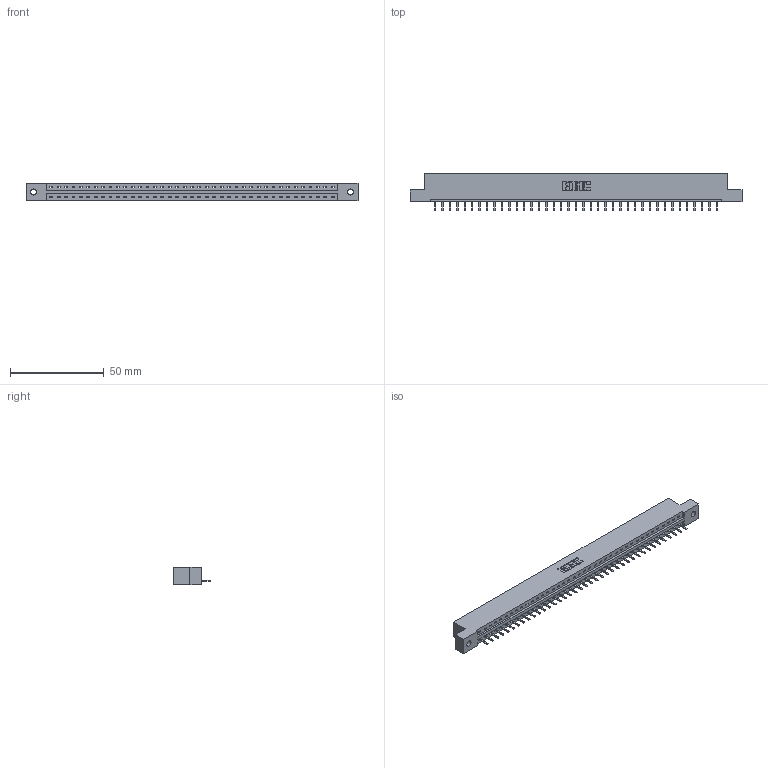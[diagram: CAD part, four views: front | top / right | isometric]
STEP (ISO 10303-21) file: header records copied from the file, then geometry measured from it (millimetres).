
FILE_DESCRIPTION (( 'STEP AP203' ), '1' );
FILE_NAME ('387-039-520-102.STEP', '2019-10-04T16:45:01', ( '' ), ( '' ), 'SwSTEP 2.0', 'SolidWorks 2016', '' );
FILE_SCHEMA (( 'CONFIG_CONTROL_DESIGN' ));
Length unit declared in the file: inch
Products named in the file (3): 345-292-001_345-293-120; 337 Part_Flush Mounting Lugs - 0.128 Dia; 387-039-520-102
Assembly tree (40 placements, depth 2):
  387-039-520-102
    337 Part_Flush Mounting Lugs - 0.128 Dia
    345-292-001_345-293-120  x39
Bounding box: 177.55 x 20.02 x 9.4 mm (x, y, z)
Volume: 18266.5 mm3; surface area: 18185.4 mm2
Topology: 40 solids, 40 shells, 2688 faces, 7955 edges, 5198 vertices
Faces by surface type: plane 1942, cylinder 746
Entity records: 29495 total; most frequent: CARTESIAN_POINT 5155, ORIENTED_EDGE 5118, DIRECTION 4333, EDGE_CURVE 2559, LINE 2427, VECTOR 2427, VERTEX_POINT 1702, AXIS2_PLACEMENT_3D 953
